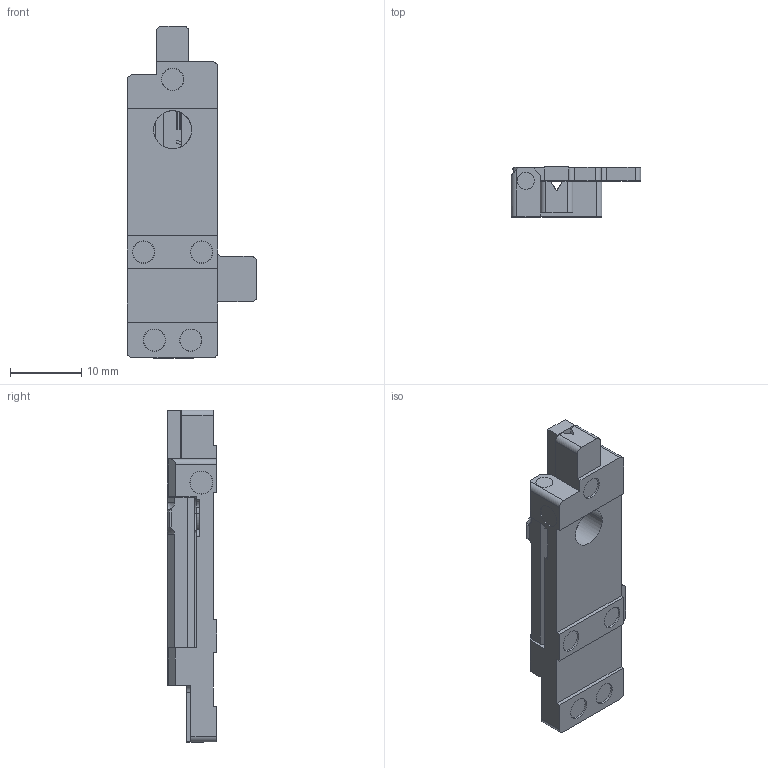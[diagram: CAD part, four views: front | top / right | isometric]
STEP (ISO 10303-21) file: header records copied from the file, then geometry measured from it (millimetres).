
FILE_DESCRIPTION (( 'STEP AP203' ), '1' );
FILE_NAME ('TTN048005-E0W.STEP', '2018-05-24T14:23:03', ( '' ), ( '' ), 'SwSTEP 2.0', 'SolidWorks 2014', '' );
FILE_SCHEMA (( 'CONFIG_CONTROL_DESIGN' ));
Length unit declared in the file: inch
Products named in the file (1): TTN048005-E0W
Bounding box: 18.14 x 6.93 x 46.48 mm (x, y, z)
Surface area: 2739.2 mm2 (no closed solid volume)
Topology: 0 solids, 10 shells, 351 faces, 1125 edges, 774 vertices
Faces by surface type: plane 216, cylinder 108, bspline 23, cone 4
Entity records: 13648 total; most frequent: CARTESIAN_POINT 3694, DIRECTION 1993, ORIENTED_EDGE 1986, EDGE_CURVE 1123, LINE 791, VECTOR 791, VERTEX_POINT 774, AXIS2_PLACEMENT_3D 601
